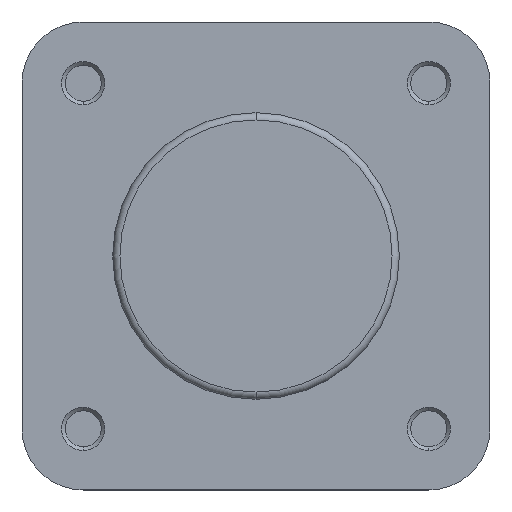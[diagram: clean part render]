
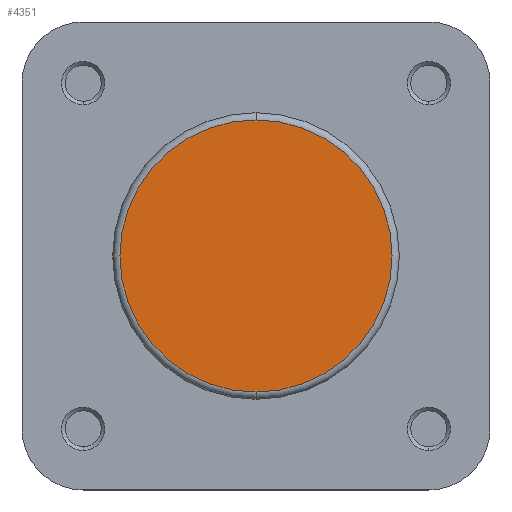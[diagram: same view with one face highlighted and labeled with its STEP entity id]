
A CAD part, left-side view. The second image highlights one B-rep face of the part: STEP entity #4351.
In plain terms, the highlighted planar face has unit normal (-1, 0, 0).
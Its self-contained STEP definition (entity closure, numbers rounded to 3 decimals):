
#157 = CIRCLE ( 'NONE', #3097, 18.9 ) ;
#538 = CIRCLE ( 'NONE', #3194, 18.9 ) ;
#788 = FACE_OUTER_BOUND ( 'NONE', #2149, .T. ) ;
#1317 = CARTESIAN_POINT ( 'NONE',  ( 21., 0., 0. ) ) ;
#1319 = DIRECTION ( 'NONE',  ( -1., 0., 0. ) ) ;
#1320 = DIRECTION ( 'NONE',  ( 0., 0., -1. ) ) ;
#1727 = CARTESIAN_POINT ( 'NONE',  ( 21., 19.9, 0. ) ) ;
#1728 = PLANE ( 'NONE',  #3305 ) ;
#1730 = DIRECTION ( 'NONE',  ( 1., 0., 0. ) ) ;
#1731 = DIRECTION ( 'NONE',  ( 0., 0., -1. ) ) ;
#2149 = EDGE_LOOP ( 'NONE', ( #4910, #4909 ) ) ;
#2725 = EDGE_CURVE ( 'NONE', #5945, #5759, #157, .T. ) ;
#2964 = EDGE_CURVE ( 'NONE', #5759, #5945, #538, .T. ) ;
#3097 = AXIS2_PLACEMENT_3D ( 'NONE', #5219, #5218, #5233 ) ;
#3194 = AXIS2_PLACEMENT_3D ( 'NONE', #1317, #1319, #1320 ) ;
#3305 = AXIS2_PLACEMENT_3D ( 'NONE', #1727, #1730, #1731 ) ;
#4141 = CARTESIAN_POINT ( 'NONE',  ( 21., 0., 18.9 ) ) ;
#4211 = CARTESIAN_POINT ( 'NONE',  ( 21., 0., -18.9 ) ) ;
#4351 = ADVANCED_FACE ( 'NONE', ( #788 ), #1728, .F. ) ;
#4909 = ORIENTED_EDGE ( 'NONE', *, *, #2964, .T. ) ;
#4910 = ORIENTED_EDGE ( 'NONE', *, *, #2725, .T. ) ;
#5218 = DIRECTION ( 'NONE',  ( -1., 0., 0. ) ) ;
#5219 = CARTESIAN_POINT ( 'NONE',  ( 21., 0., 0. ) ) ;
#5233 = DIRECTION ( 'NONE',  ( 0., 0., -1. ) ) ;
#5759 = VERTEX_POINT ( 'NONE', #4141 ) ;
#5945 = VERTEX_POINT ( 'NONE', #4211 ) ;
